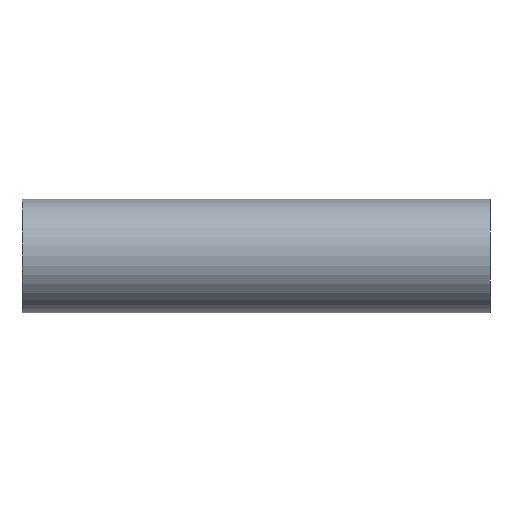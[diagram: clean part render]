
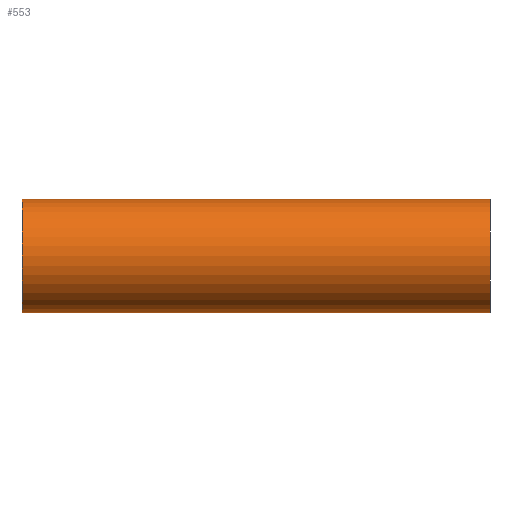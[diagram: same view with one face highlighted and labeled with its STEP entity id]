
A CAD part, left-side view. The second image highlights one B-rep face of the part: STEP entity #553.
In plain terms, the highlighted cylindrical face has radius 42.5 mm (diameter 85 mm), a partial arc.
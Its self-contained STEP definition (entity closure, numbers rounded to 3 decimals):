
#24 = CARTESIAN_POINT ( 'NONE',  ( 0., 250., -42.5 ) ) ;
#56 = FACE_OUTER_BOUND ( 'NONE', #69, .T. ) ;
#58 = ORIENTED_EDGE ( 'NONE', *, *, #230, .F. ) ;
#69 = EDGE_LOOP ( 'NONE', ( #301, #58, #484, #270 ) ) ;
#75 = DIRECTION ( 'NONE',  ( 0., 1., 0. ) ) ;
#100 = DIRECTION ( 'NONE',  ( 0., -1., 0. ) ) ;
#112 = CYLINDRICAL_SURFACE ( 'NONE', #726, 42.5 ) ;
#113 = VECTOR ( 'NONE', #100, 1000. ) ;
#120 = CARTESIAN_POINT ( 'NONE',  ( 0., -100., -42.5 ) ) ;
#153 = AXIS2_PLACEMENT_3D ( 'NONE', #490, #75, #532 ) ;
#195 = VERTEX_POINT ( 'NONE', #241 ) ;
#217 = VERTEX_POINT ( 'NONE', #478 ) ;
#228 = DIRECTION ( 'NONE',  ( 0., 0., -1. ) ) ;
#230 = EDGE_CURVE ( 'NONE', #670, #195, #612, .T. ) ;
#235 = EDGE_CURVE ( 'NONE', #626, #217, #500, .T. ) ;
#241 = CARTESIAN_POINT ( 'NONE',  ( 0., 250., 42.5 ) ) ;
#242 = AXIS2_PLACEMENT_3D ( 'NONE', #727, #589, #602 ) ;
#270 = ORIENTED_EDGE ( 'NONE', *, *, #235, .T. ) ;
#288 = CARTESIAN_POINT ( 'NONE',  ( 0., 250., 0. ) ) ;
#301 = ORIENTED_EDGE ( 'NONE', *, *, #424, .F. ) ;
#338 = DIRECTION ( 'NONE',  ( 0., -1., 0. ) ) ;
#396 = CARTESIAN_POINT ( 'NONE',  ( 0., 250., -42.5 ) ) ;
#424 = EDGE_CURVE ( 'NONE', #195, #217, #494, .T. ) ;
#462 = DIRECTION ( 'NONE',  ( 0., -1., 0. ) ) ;
#478 = CARTESIAN_POINT ( 'NONE',  ( 0., -100., 42.5 ) ) ;
#484 = ORIENTED_EDGE ( 'NONE', *, *, #579, .T. ) ;
#490 = CARTESIAN_POINT ( 'NONE',  ( 0., 250., 0. ) ) ;
#494 = LINE ( 'NONE', #729, #113 ) ;
#500 = CIRCLE ( 'NONE', #242, 42.5 ) ;
#532 = DIRECTION ( 'NONE',  ( 0., 0., 1. ) ) ;
#553 = ADVANCED_FACE ( 'NONE', ( #56 ), #112, .T. ) ;
#577 = LINE ( 'NONE', #396, #673 ) ;
#579 = EDGE_CURVE ( 'NONE', #670, #626, #577, .T. ) ;
#589 = DIRECTION ( 'NONE',  ( 0., 1., 0. ) ) ;
#602 = DIRECTION ( 'NONE',  ( 0., 0., 1. ) ) ;
#612 = CIRCLE ( 'NONE', #153, 42.5 ) ;
#626 = VERTEX_POINT ( 'NONE', #120 ) ;
#670 = VERTEX_POINT ( 'NONE', #24 ) ;
#673 = VECTOR ( 'NONE', #462, 1000. ) ;
#726 = AXIS2_PLACEMENT_3D ( 'NONE', #288, #338, #228 ) ;
#727 = CARTESIAN_POINT ( 'NONE',  ( 0., -100., 0. ) ) ;
#729 = CARTESIAN_POINT ( 'NONE',  ( 0., 250., 42.5 ) ) ;
